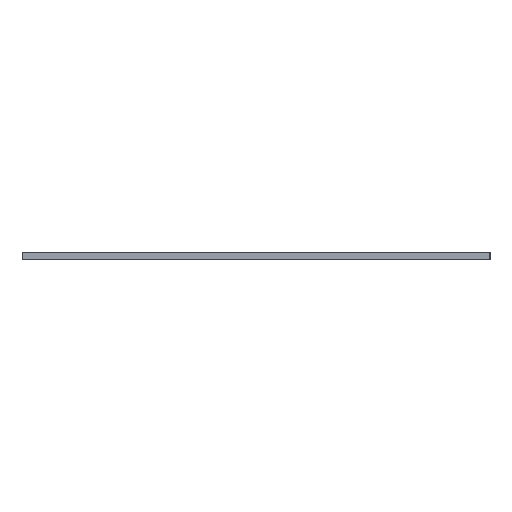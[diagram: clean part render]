
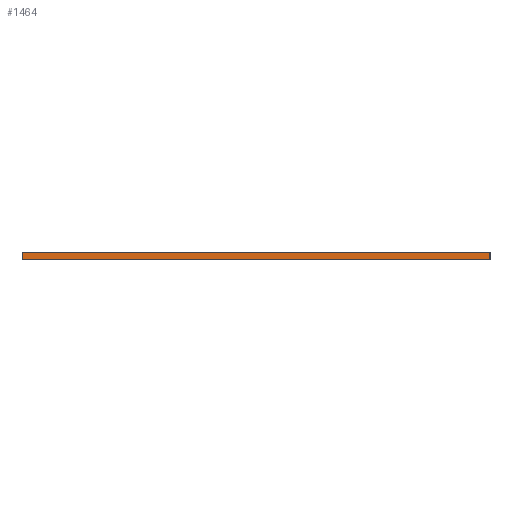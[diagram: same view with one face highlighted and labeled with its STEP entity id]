
A CAD part, left-side view. The second image highlights one B-rep face of the part: STEP entity #1464.
In plain terms, the highlighted planar face has unit normal (-1, 0, 0).
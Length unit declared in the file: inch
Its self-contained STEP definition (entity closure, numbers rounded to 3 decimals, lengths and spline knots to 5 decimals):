
#1464=ADVANCED_FACE('',(#1960),#8121,.T.);
#1960=FACE_OUTER_BOUND('',#2486,.T.);
#2486=EDGE_LOOP('',(#4429,#4430,#4431,#4432));
#4429=ORIENTED_EDGE('',*,*,#5927,.T.);
#4430=ORIENTED_EDGE('',*,*,#5920,.F.);
#4431=ORIENTED_EDGE('',*,*,#5928,.T.);
#4432=ORIENTED_EDGE('',*,*,#5925,.F.);
#5920=EDGE_CURVE('',#7645,#7642,#6838,.T.);
#5925=EDGE_CURVE('',#7648,#7649,#6843,.T.);
#5927=EDGE_CURVE('',#7648,#7642,#6845,.T.);
#5928=EDGE_CURVE('',#7645,#7649,#6846,.T.);
#6838=B_SPLINE_CURVE_WITH_KNOTS('',1,(#12646,#12647),.UNSPECIFIED.,.F.,
 .F.,(2,2),(-0.738,0.),.UNSPECIFIED.);
#6843=B_SPLINE_CURVE_WITH_KNOTS('',1,(#12656,#12657),.UNSPECIFIED.,.F.,
 .F.,(2,2),(0.,0.738),.UNSPECIFIED.);
#6845=B_SPLINE_CURVE_WITH_KNOTS('',1,(#12660,#12661),.UNSPECIFIED.,.F.,
 .F.,(2,2),(95.4,143.4),.UNSPECIFIED.);
#6846=B_SPLINE_CURVE_WITH_KNOTS('',1,(#12662,#12663),.UNSPECIFIED.,.F.,
 .F.,(2,2),(-143.4,-95.4),.UNSPECIFIED.);
#7642=VERTEX_POINT('',#12624);
#7645=VERTEX_POINT('',#12627);
#7648=VERTEX_POINT('',#12630);
#7649=VERTEX_POINT('',#12631);
#8121=PLANE('',#8512);
#8512=AXIS2_PLACEMENT_3D('',#12617,#8884,$);
#8884=DIRECTION('',(-1.,0.,0.));
#12617=CARTESIAN_POINT('',(0.,52.92,-0.7938));
#12624=CARTESIAN_POINT('',(0.,0.,0.));
#12627=CARTESIAN_POINT('',(0.,0.,0.738));
#12630=CARTESIAN_POINT('',(0.,48.,0.));
#12631=CARTESIAN_POINT('',(0.,48.,0.738));
#12646=CARTESIAN_POINT('',(0.,0.,0.738));
#12647=CARTESIAN_POINT('',(0.,0.,0.));
#12656=CARTESIAN_POINT('',(0.,48.,0.));
#12657=CARTESIAN_POINT('',(0.,48.,0.738));
#12660=CARTESIAN_POINT('',(0.,48.,0.));
#12661=CARTESIAN_POINT('',(0.,0.,0.));
#12662=CARTESIAN_POINT('',(0.,0.,0.738));
#12663=CARTESIAN_POINT('',(0.,48.,0.738));
